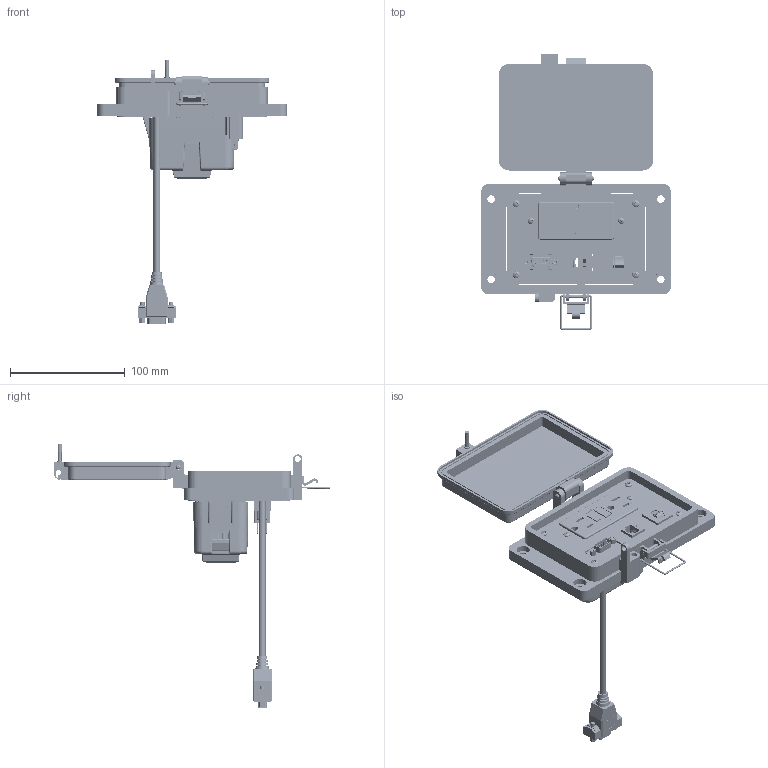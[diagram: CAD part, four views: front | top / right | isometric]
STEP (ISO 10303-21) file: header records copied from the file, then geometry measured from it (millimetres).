
FILE_DESCRIPTION (( 'STEP AP203' ), '1' );
FILE_NAME ('P-P1R2-M3RF3-CXXX_3D.STEP', '2022-03-31T15:48:03', ( '' ), ( '' ), 'SwSTEP 2.0', 'SolidWorks 2021', '' );
FILE_SCHEMA (( 'CONFIG_CONTROL_DESIGN' ));
Length unit declared in the file: millimetre
Products named in the file (20): P-P1R2-M3RF3-CXXX_BP180_1; P-P1R2-M3RF3-CXXX_3D; Z-200-OTLT-RIOF-15A_WOE; R2; 92005A124_METRIC PAN HEAD PHILLIPS MACHINE SCREW_92005A124; Z-200-OTLT-GFIH-15A_sheared; Z-000-440316 NUT_95130A110; Z-H-M3_B; Z-000-4-201_2PPHPLST_90380A110; CBX; Z-120-RIOF-SHELL_WOE; Z-000-440316 JACK SCREW_92710A212; P-P1R2-M3RF3-CXXX_FP060_1; Z-CB-SM; Z-300-RJ45CAT5; -M3; P1; Z-000-4243316TFP; P-P1R2-M3RF3-CXXX_TP060_1; RF_WOE
Assembly tree (26 placements, depth 4):
  P-P1R2-M3RF3-CXXX_3D
    -M3
      Z-H-M3_B
    P-P1R2-M3RF3-CXXX_BP180_1
    P-P1R2-M3RF3-CXXX_FP060_1
    P-P1R2-M3RF3-CXXX_TP060_1
    Z-000-4243316TFP  x2
    R2
      Z-300-RJ45CAT5
    RF_WOE
      Z-200-OTLT-RIOF-15A_WOE
        Z-120-RIOF-SHELL_WOE
        Z-200-OTLT-GFIH-15A_sheared
    P1
    CBX
      Z-CB-SM
    Z-000-4-201_2PPHPLST_90380A110  x2
    Z-000-440316 JACK SCREW_92710A212  x2
    Z-000-440316 NUT_95130A110  x2
    92005A124_METRIC PAN HEAD PHILLIPS MACHINE SCREW_92005A124  x4
Bounding box: 164.96 x 240.59 x 230.67 mm (x, y, z)
Volume: 373956 mm3; surface area: 222143.9 mm2
Topology: 54 solids, 60 shells, 6717 faces, 17526 edges, 11139 vertices
Faces by surface type: plane 2679, cylinder 2317, bspline 1324, cone 246, torus 89, sphere 62
Entity records: 249774 total; most frequent: CARTESIAN_POINT 117742, ORIENTED_EDGE 30014, DIRECTION 22235, EDGE_CURVE 15007, VERTEX_POINT 9506, LINE 8617, VECTOR 8617, AXIS2_PLACEMENT_3D 6809
